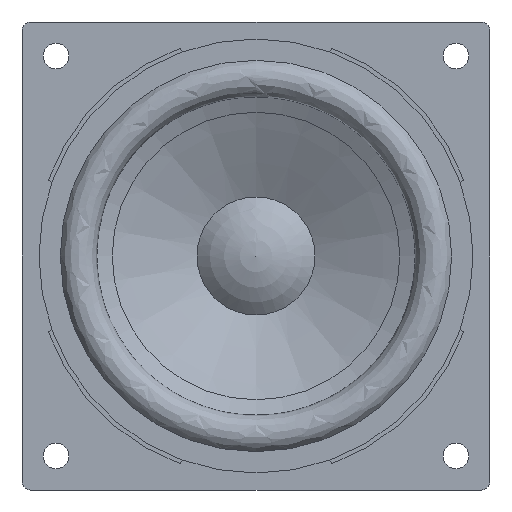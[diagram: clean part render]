
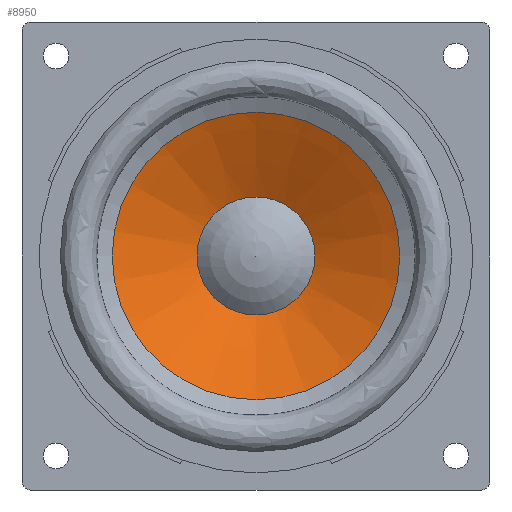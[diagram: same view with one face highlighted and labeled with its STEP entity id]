
A CAD part, front view. The second image highlights one B-rep face of the part: STEP entity #8950.
In plain terms, the highlighted conical face has half-angle 63.879 degrees and reference radius 38.5 mm.
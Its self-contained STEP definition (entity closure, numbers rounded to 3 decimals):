
#8950 = ADVANCED_FACE('',(#8951),#8964,.F.);
#8951 = FACE_BOUND('',#8952,.F.);
#8952 = EDGE_LOOP('',(#8953,#8987,#9010,#9037));
#8953 = ORIENTED_EDGE('',*,*,#8954,.T.);
#8954 = EDGE_CURVE('',#8955,#8955,#8957,.T.);
#8955 = VERTEX_POINT('',#8956);
#8956 = CARTESIAN_POINT('',(0.,1.5,38.5));
#8957 = SURFACE_CURVE('',#8958,(#8963,#8975),.PCURVE_S1.);
#8958 = CIRCLE('',#8959,38.5);
#8959 = AXIS2_PLACEMENT_3D('',#8960,#8961,#8962);
#8960 = CARTESIAN_POINT('',(0.,1.5,0.)
  );
#8961 = DIRECTION('',(0.,1.,0.));
#8962 = DIRECTION('',(0.,0.,1.));
#8963 = PCURVE('',#8964,#8969);
#8964 = CONICAL_SURFACE('',#8965,38.5,1.115);
#8965 = AXIS2_PLACEMENT_3D('',#8966,#8967,#8968);
#8966 = CARTESIAN_POINT('',(0.,1.5,0.)
  );
#8967 = DIRECTION('',(0.,-1.,0.));
#8968 = DIRECTION('',(0.,0.,1.));
#8969 = DEFINITIONAL_REPRESENTATION('',(#8970),#8974);
#8970 = LINE('',#8971,#8972);
#8971 = CARTESIAN_POINT('',(-0.,-0.));
#8972 = VECTOR('',#8973,1.);
#8973 = DIRECTION('',(-1.,-0.));
#8974 = ( GEOMETRIC_REPRESENTATION_CONTEXT(2) 
PARAMETRIC_REPRESENTATION_CONTEXT() REPRESENTATION_CONTEXT('2D SPACE',''
  ) );
#8975 = PCURVE('',#8976,#8981);
#8976 = CONICAL_SURFACE('',#8977,38.5,0.456);
#8977 = AXIS2_PLACEMENT_3D('',#8978,#8979,#8980);
#8978 = CARTESIAN_POINT('',(0.,1.5,0.)
  );
#8979 = DIRECTION('',(0.,1.,0.));
#8980 = DIRECTION('',(0.,0.,1.));
#8981 = DEFINITIONAL_REPRESENTATION('',(#8982),#8986);
#8982 = LINE('',#8983,#8984);
#8983 = CARTESIAN_POINT('',(0.,0.));
#8984 = VECTOR('',#8985,1.);
#8985 = DIRECTION('',(1.,0.));
#8986 = ( GEOMETRIC_REPRESENTATION_CONTEXT(2) 
PARAMETRIC_REPRESENTATION_CONTEXT() REPRESENTATION_CONTEXT('2D SPACE',''
  ) );
#8987 = ORIENTED_EDGE('',*,*,#8988,.T.);
#8988 = EDGE_CURVE('',#8955,#8989,#8991,.T.);
#8989 = VERTEX_POINT('',#8990);
#8990 = CARTESIAN_POINT('',(0.,13.582,
    13.861));
#8991 = SEAM_CURVE('',#8992,(#8996,#9003),.PCURVE_S1.);
#8992 = LINE('',#8993,#8994);
#8993 = CARTESIAN_POINT('',(0.,1.5,38.5));
#8994 = VECTOR('',#8995,1.);
#8995 = DIRECTION('',(0.,0.44,-0.898)
  );
#8996 = PCURVE('',#8964,#8997);
#8997 = DEFINITIONAL_REPRESENTATION('',(#8998),#9002);
#8998 = LINE('',#8999,#9000);
#8999 = CARTESIAN_POINT('',(-0.,-0.));
#9000 = VECTOR('',#9001,1.);
#9001 = DIRECTION('',(-0.,-1.));
#9002 = ( GEOMETRIC_REPRESENTATION_CONTEXT(2) 
PARAMETRIC_REPRESENTATION_CONTEXT() REPRESENTATION_CONTEXT('2D SPACE',''
  ) );
#9003 = PCURVE('',#8964,#9004);
#9004 = DEFINITIONAL_REPRESENTATION('',(#9005),#9009);
#9005 = LINE('',#9006,#9007);
#9006 = CARTESIAN_POINT('',(-6.283,-0.));
#9007 = VECTOR('',#9008,1.);
#9008 = DIRECTION('',(-0.,-1.));
#9009 = ( GEOMETRIC_REPRESENTATION_CONTEXT(2) 
PARAMETRIC_REPRESENTATION_CONTEXT() REPRESENTATION_CONTEXT('2D SPACE',''
  ) );
#9010 = ORIENTED_EDGE('',*,*,#9011,.F.);
#9011 = EDGE_CURVE('',#8989,#8989,#9012,.T.);
#9012 = SURFACE_CURVE('',#9013,(#9018,#9025),.PCURVE_S1.);
#9013 = CIRCLE('',#9014,13.861);
#9014 = AXIS2_PLACEMENT_3D('',#9015,#9016,#9017);
#9015 = CARTESIAN_POINT('',(0.,13.582,
    0.));
#9016 = DIRECTION('',(0.,1.,0.));
#9017 = DIRECTION('',(0.,0.,1.));
#9018 = PCURVE('',#8964,#9019);
#9019 = DEFINITIONAL_REPRESENTATION('',(#9020),#9024);
#9020 = LINE('',#9021,#9022);
#9021 = CARTESIAN_POINT('',(-0.,-12.082));
#9022 = VECTOR('',#9023,1.);
#9023 = DIRECTION('',(-1.,-0.));
#9024 = ( GEOMETRIC_REPRESENTATION_CONTEXT(2) 
PARAMETRIC_REPRESENTATION_CONTEXT() REPRESENTATION_CONTEXT('2D SPACE',''
  ) );
#9025 = PCURVE('',#9026,#9031);
#9026 = SPHERICAL_SURFACE('',#9027,20.);
#9027 = AXIS2_PLACEMENT_3D('',#9028,#9029,#9030);
#9028 = CARTESIAN_POINT('',(0.,28.,0.)
  );
#9029 = DIRECTION('',(0.,-1.,0.));
#9030 = DIRECTION('',(0.,0.,1.));
#9031 = DEFINITIONAL_REPRESENTATION('',(#9032),#9036);
#9032 = LINE('',#9033,#9034);
#9033 = CARTESIAN_POINT('',(-0.,0.805));
#9034 = VECTOR('',#9035,1.);
#9035 = DIRECTION('',(-1.,0.));
#9036 = ( GEOMETRIC_REPRESENTATION_CONTEXT(2) 
PARAMETRIC_REPRESENTATION_CONTEXT() REPRESENTATION_CONTEXT('2D SPACE',''
  ) );
#9037 = ORIENTED_EDGE('',*,*,#8988,.F.);
